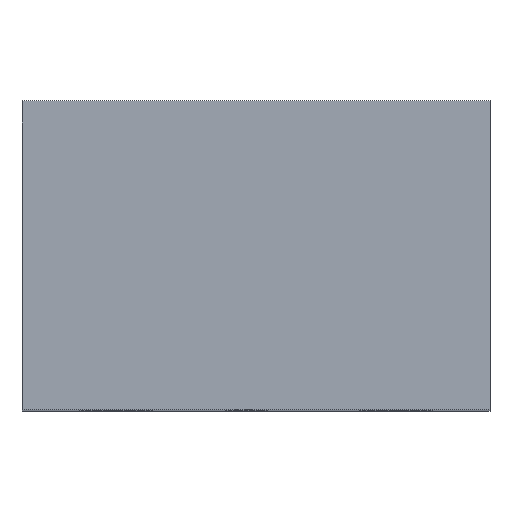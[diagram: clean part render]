
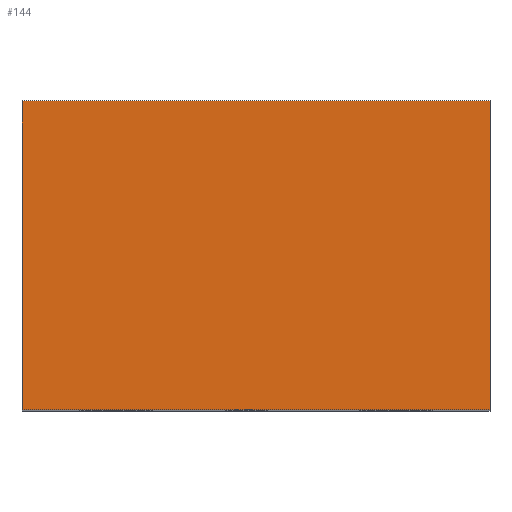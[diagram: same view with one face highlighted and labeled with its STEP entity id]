
A CAD part, top view. The second image highlights one B-rep face of the part: STEP entity #144.
In plain terms, the highlighted planar face has unit normal (0, 0, 1).
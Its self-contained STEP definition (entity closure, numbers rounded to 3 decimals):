
#50 = VECTOR ( 'NONE', #1263, 1000. ) ;
#73 = CARTESIAN_POINT ( 'NONE',  ( -18493.947, 0., -11279.191 ) ) ;
#126 = LINE ( 'NONE', #757, #586 ) ;
#144 = ADVANCED_FACE ( 'NONE', ( #356 ), #1279, .F. ) ;
#167 = ORIENTED_EDGE ( 'NONE', *, *, #722, .F. ) ;
#204 = CARTESIAN_POINT ( 'NONE',  ( -18493.947, 16.5, -11279.191 ) ) ;
#211 = CARTESIAN_POINT ( 'NONE',  ( -18468.947, 16.5, -11279.191 ) ) ;
#232 = DIRECTION ( 'NONE',  ( 0., 0., -1. ) ) ;
#247 = LINE ( 'NONE', #211, #50 ) ;
#282 = VERTEX_POINT ( 'NONE', #73 ) ;
#299 = AXIS2_PLACEMENT_3D ( 'NONE', #1397, #232, #1271 ) ;
#336 = CARTESIAN_POINT ( 'NONE',  ( -18493.947, 16.5, -11279.191 ) ) ;
#356 = FACE_OUTER_BOUND ( 'NONE', #467, .T. ) ;
#461 = VECTOR ( 'NONE', #1420, 1000. ) ;
#467 = EDGE_LOOP ( 'NONE', ( #1328, #1329, #167, #578 ) ) ;
#540 = VERTEX_POINT ( 'NONE', #1486 ) ;
#578 = ORIENTED_EDGE ( 'NONE', *, *, #1204, .T. ) ;
#586 = VECTOR ( 'NONE', #1250, 1000. ) ;
#605 = LINE ( 'NONE', #1533, #1494 ) ;
#679 = EDGE_CURVE ( 'NONE', #282, #1584, #605, .T. ) ;
#711 = VERTEX_POINT ( 'NONE', #204 ) ;
#722 = EDGE_CURVE ( 'NONE', #711, #540, #1511, .T. ) ;
#757 = CARTESIAN_POINT ( 'NONE',  ( -18493.947, 16.5, -11279.191 ) ) ;
#1204 = EDGE_CURVE ( 'NONE', #711, #282, #126, .T. ) ;
#1250 = DIRECTION ( 'NONE',  ( 0., -1., 0. ) ) ;
#1263 = DIRECTION ( 'NONE',  ( 0., -1., 0. ) ) ;
#1271 = DIRECTION ( 'NONE',  ( -1., 0., 0. ) ) ;
#1279 = PLANE ( 'NONE',  #299 ) ;
#1317 = EDGE_CURVE ( 'NONE', #540, #1584, #247, .T. ) ;
#1328 = ORIENTED_EDGE ( 'NONE', *, *, #679, .T. ) ;
#1329 = ORIENTED_EDGE ( 'NONE', *, *, #1317, .F. ) ;
#1397 = CARTESIAN_POINT ( 'NONE',  ( -18493.947, 16.5, -11279.191 ) ) ;
#1420 = DIRECTION ( 'NONE',  ( 1., 0., 0. ) ) ;
#1439 = CARTESIAN_POINT ( 'NONE',  ( -18468.947, 0., -11279.191 ) ) ;
#1486 = CARTESIAN_POINT ( 'NONE',  ( -18468.947, 16.5, -11279.191 ) ) ;
#1494 = VECTOR ( 'NONE', #1623, 1000. ) ;
#1511 = LINE ( 'NONE', #336, #461 ) ;
#1533 = CARTESIAN_POINT ( 'NONE',  ( -18493.947, 0., -11279.191 ) ) ;
#1584 = VERTEX_POINT ( 'NONE', #1439 ) ;
#1623 = DIRECTION ( 'NONE',  ( 1., 0., 0. ) ) ;
